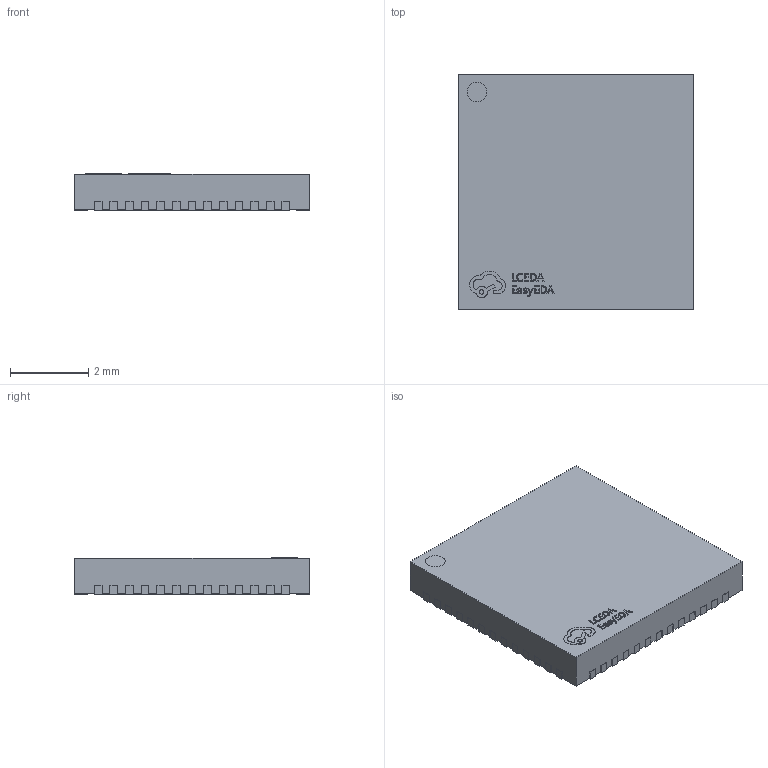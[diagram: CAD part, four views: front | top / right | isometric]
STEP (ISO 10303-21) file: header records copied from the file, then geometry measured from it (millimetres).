
FILE_DESCRIPTION (( 'STEP AP214' ), '1' );
FILE_NAME ('QFN-52_L6.0-W6.0-P0.40-TL-EP4.7.STEP', '2023-11-05T11:54:12', ( '' ), ( '' ), 'SwSTEP 2.0', 'SolidWorks 2020', '' );
FILE_SCHEMA (( 'AUTOMOTIVE_DESIGN' ));
Length unit declared in the file: millimetre
Products named in the file (1): QFN-52_L6.0-W6.0-P0.40-TL-EP4.7
Bounding box: 6.02 x 6.02 x 0.94 mm (x, y, z)
Volume: 33.2 mm3; surface area: 96.4 mm2
Topology: 1 solids, 1 shells, 559 faces, 1608 edges, 1072 vertices
Faces by surface type: plane 459, bspline 98, cylinder 2
Entity records: 24721 total; most frequent: CARTESIAN_POINT 4546, ORIENTED_EDGE 3216, DIRECTION 2336, EDGE_CURVE 1608, VECTOR 1404, LINE 1404, VERTEX_POINT 1072, EDGE_LOOP 580
